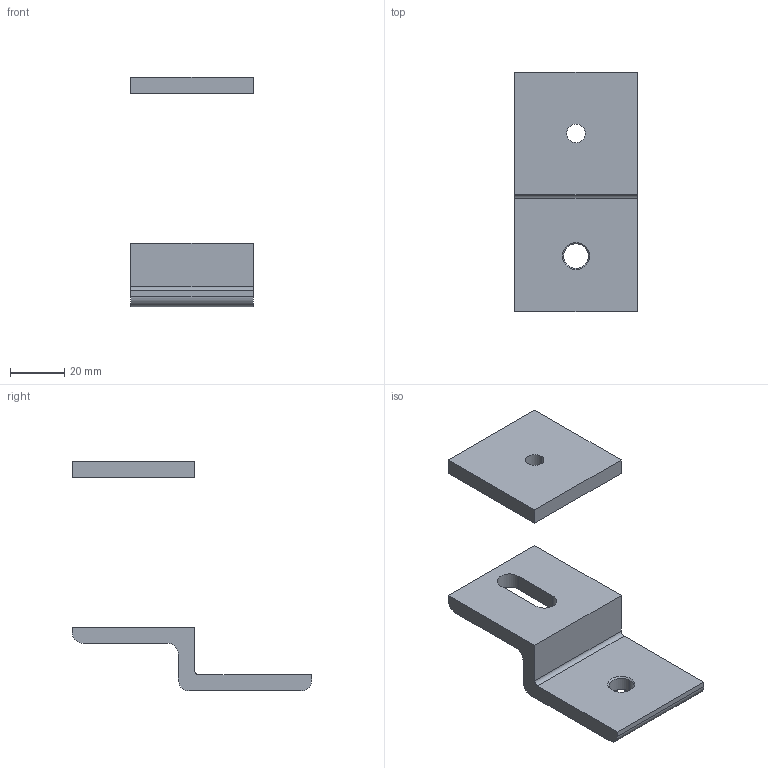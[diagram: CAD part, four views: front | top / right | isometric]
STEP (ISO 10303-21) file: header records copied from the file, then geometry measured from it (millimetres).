
FILE_DESCRIPTION (( 'STEP AP214' ), '1' );
FILE_NAME ('093p45ln.STEP', '2014-08-22T06:42:12', ( '' ), ( '' ), 'SwSTEP 2.0', 'SolidWorks 2014', '' );
FILE_SCHEMA (( 'AUTOMOTIVE_DESIGN' ));
Length unit declared in the file: millimetre
Products named in the file (3): 093p20L_093 p 45 L; 093p45ln; 093p20p_093 p 45 p
Assembly tree (2 placements, depth 2):
  093p45ln
    093p20L_093 p 45 L
    093p20p_093 p 45 p
Bounding box: 45 x 88 x 84.5 mm (x, y, z)
Volume: 38387.1 mm3; surface area: 16096.7 mm2
Topology: 2 solids, 2 shells, 33 faces, 83 edges, 54 vertices
Faces by surface type: plane 18, cylinder 11, cone 4
Entity records: 1113 total; most frequent: DIRECTION 185, CARTESIAN_POINT 175, ORIENTED_EDGE 166, EDGE_CURVE 83, AXIS2_PLACEMENT_3D 64, LINE 57, VECTOR 57, VERTEX_POINT 54
